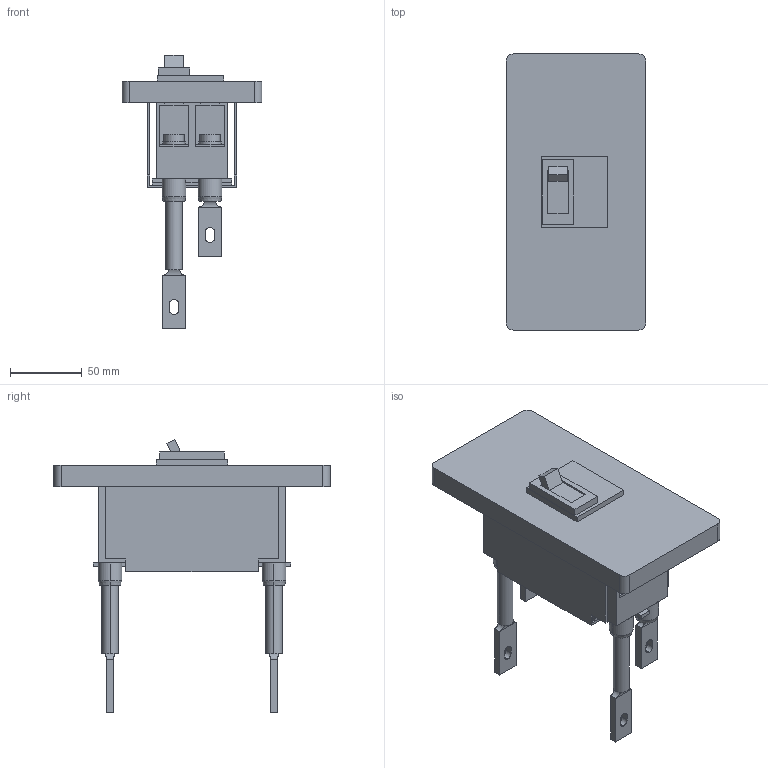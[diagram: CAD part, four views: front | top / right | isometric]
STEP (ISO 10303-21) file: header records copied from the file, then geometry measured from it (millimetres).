
FILE_DESCRIPTION (( 'STEP AP214' ), '1' );
FILE_NAME ('PE60NF2P.STEP', '2023-01-11T06:36:54', ( 'CAD' ), ( '' ), 'SwSTEP 2.0', 'SolidWorks 2015', '' );
FILE_SCHEMA (( 'AUTOMOTIVE_DESIGN' ));
Length unit declared in the file: millimetre
Products named in the file (1): PE60NF2P
Bounding box: 97 x 192 x 189.88 mm (x, y, z)
Volume: 695385.5 mm3; surface area: 157122.1 mm2
Topology: 20 solids, 20 shells, 247 faces, 564 edges, 368 vertices
Faces by surface type: plane 179, cylinder 60, cone 8
Entity records: 8621 total; most frequent: CARTESIAN_POINT 1452, DIRECTION 1140, ORIENTED_EDGE 1128, EDGE_CURVE 564, VECTOR 452, LINE 452, VERTEX_POINT 368, AXIS2_PLACEMENT_3D 344
